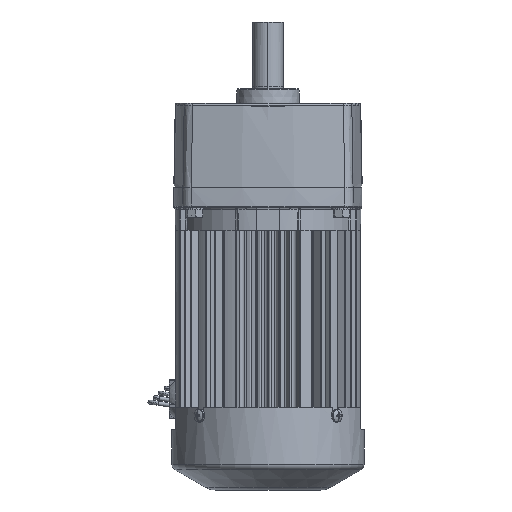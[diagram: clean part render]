
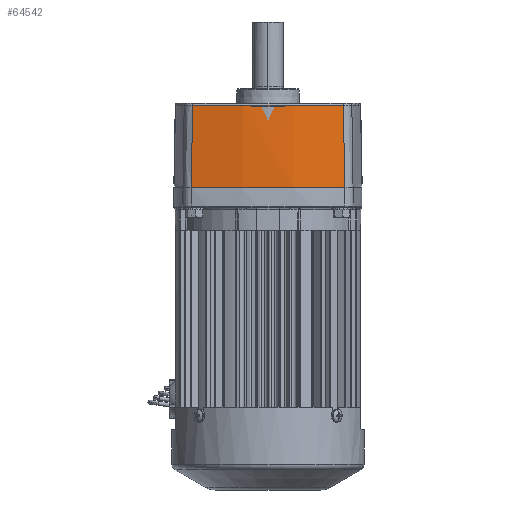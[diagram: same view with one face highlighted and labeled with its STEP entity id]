
A CAD part, front view. The second image highlights one B-rep face of the part: STEP entity #64542.
In plain terms, the highlighted conical face has half-angle 1 degrees and reference radius 203.2 mm.
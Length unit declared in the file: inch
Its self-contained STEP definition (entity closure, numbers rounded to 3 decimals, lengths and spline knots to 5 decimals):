
#2510 = EDGE_CURVE ( 'NONE', #50773, #32831, #59442, .T. ) ;
#3157 = CARTESIAN_POINT ( 'NONE',  ( -3.40391, -2.07401, 1.39254 ) ) ;
#3973 = CARTESIAN_POINT ( 'NONE',  ( 0.34601, -2.08869, 0.37076 ) ) ;
#4258 = DIRECTION ( 'NONE',  ( 0., 0., -1. ) ) ;
#4404 = CARTESIAN_POINT ( 'NONE',  ( 0.32588, -2.0692, 1.72679 ) ) ;
#5071 = ORIENTED_EDGE ( 'NONE', *, *, #2510, .T. ) ;
#6016 = DIRECTION ( 'NONE',  ( 0., 0., 1. ) ) ;
#6789 = CARTESIAN_POINT ( 'NONE',  ( -3.42417, -2.09363, 0.027 ) ) ;
#7899 = VERTEX_POINT ( 'NONE', #13977 ) ;
#8393 = CARTESIAN_POINT ( 'NONE',  ( -3.41397, -2.08375, 0.71452 ) ) ;
#8982 = EDGE_CURVE ( 'NONE', #32831, #45780, #42045, .T. ) ;
#9462 = CARTESIAN_POINT ( 'NONE',  ( -1.53653, 5.68, 0. ) ) ;
#9658 = EDGE_CURVE ( 'NONE', #7899, #50773, #60302, .T. ) ;
#13548 = AXIS2_PLACEMENT_3D ( 'NONE', #59497, #59438, #59422 ) ;
#13588 = CARTESIAN_POINT ( 'NONE',  ( -3.42417, -2.09363, 0.027 ) ) ;
#13977 = CARTESIAN_POINT ( 'NONE',  ( 0.35111, -2.09363, 0.027 ) ) ;
#14617 = CARTESIAN_POINT ( 'NONE',  ( 0.35111, -2.09363, 0.027 ) ) ;
#17771 = EDGE_LOOP ( 'NONE', ( #35927, #63490, #33933, #5071 ) ) ;
#18574 = CARTESIAN_POINT ( 'NONE',  ( -3.39894, -2.0692, 1.72679 ) ) ;
#23787 = CARTESIAN_POINT ( 'NONE',  ( -3.39398, -2.06439, 2.06105 ) ) ;
#28669 = CIRCLE ( 'NONE', #38241, 7.99953 ) ;
#30267 = CARTESIAN_POINT ( 'NONE',  ( 0.34091, -2.08375, 0.71452 ) ) ;
#32831 = VERTEX_POINT ( 'NONE', #56439 ) ;
#32971 = AXIS2_PLACEMENT_3D ( 'NONE', #9462, #4258, #45721 ) ;
#33933 = ORIENTED_EDGE ( 'NONE', *, *, #9658, .T. ) ;
#35454 = CARTESIAN_POINT ( 'NONE',  ( 0.33085, -2.07401, 1.39254 ) ) ;
#35927 = ORIENTED_EDGE ( 'NONE', *, *, #8982, .T. ) ;
#37066 = CARTESIAN_POINT ( 'NONE',  ( -1.53653, 5.68, 0.027 ) ) ;
#38241 = AXIS2_PLACEMENT_3D ( 'NONE', #37066, #6016, #42261 ) ;
#39445 = CARTESIAN_POINT ( 'NONE',  ( -3.40887, -2.07881, 1.05828 ) ) ;
#40682 = CARTESIAN_POINT ( 'NONE',  ( 0.32092, -2.06439, 2.06105 ) ) ;
#42045 = B_SPLINE_CURVE_WITH_KNOTS ( 'NONE', 3,
 ( #23787, #18574, #3157, #39445, #8393, #44617, #13588 ),
 .UNSPECIFIED., .F., .F.,
 ( 4, 3, 4 ),
 ( 0.0015, 0.02697, 0.05317 ),
 .UNSPECIFIED. ) ;
#42261 = DIRECTION ( 'NONE',  ( -1., 0., 0. ) ) ;
#44617 = CARTESIAN_POINT ( 'NONE',  ( -3.41907, -2.08869, 0.37076 ) ) ;
#45721 = DIRECTION ( 'NONE',  ( -1., 0., 0. ) ) ;
#45780 = VERTEX_POINT ( 'NONE', #6789 ) ;
#46897 = CARTESIAN_POINT ( 'NONE',  ( 0.32092, -2.06439, 2.06105 ) ) ;
#49797 = FACE_OUTER_BOUND ( 'NONE', #17771, .T. ) ;
#50773 = VERTEX_POINT ( 'NONE', #46897 ) ;
#56439 = CARTESIAN_POINT ( 'NONE',  ( -3.39398, -2.06439, 2.06105 ) ) ;
#57074 = CONICAL_SURFACE ( 'NONE', #32971, 8., 0.017 ) ;
#59422 = DIRECTION ( 'NONE',  ( 1., 0., 0. ) ) ;
#59438 = DIRECTION ( 'NONE',  ( 0., 0., -1. ) ) ;
#59442 = CIRCLE ( 'NONE', #13548, 7.96402 ) ;
#59497 = CARTESIAN_POINT ( 'NONE',  ( -1.53653, 5.68, 2.06105 ) ) ;
#60302 = B_SPLINE_CURVE_WITH_KNOTS ( 'NONE', 3,
 ( #14617, #3973, #30267, #66474, #35454, #4404, #40682 ),
 .UNSPECIFIED., .F., .F.,
 ( 4, 3, 4 ),
 ( 0.00069, 0.02689, 0.05236 ),
 .UNSPECIFIED. ) ;
#63490 = ORIENTED_EDGE ( 'NONE', *, *, #65711, .T. ) ;
#64542 = ADVANCED_FACE ( 'NONE', ( #49797 ), #57074, .T. ) ;
#65711 = EDGE_CURVE ( 'NONE', #45780, #7899, #28669, .T. ) ;
#66474 = CARTESIAN_POINT ( 'NONE',  ( 0.33581, -2.07881, 1.05828 ) ) ;
